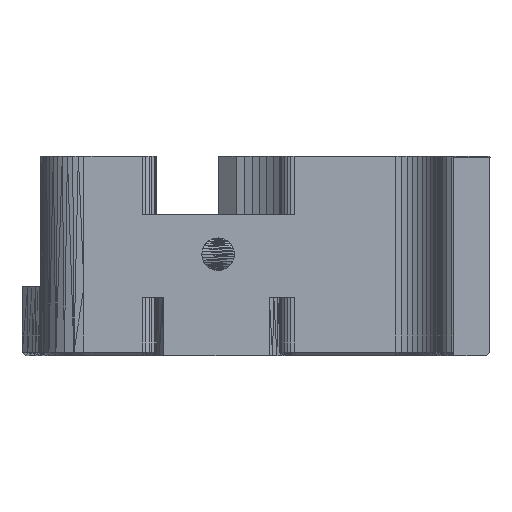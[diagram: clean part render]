
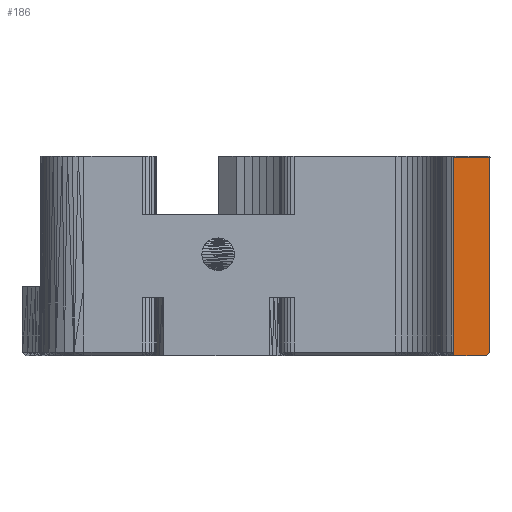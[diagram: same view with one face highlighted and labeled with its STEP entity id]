
A CAD part, left-side view. The second image highlights one B-rep face of the part: STEP entity #186.
In plain terms, the highlighted planar face has unit normal (-1, 0, 0).
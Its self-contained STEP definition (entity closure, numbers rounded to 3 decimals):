
#139=CARTESIAN_POINT('',(-45.0,0.,-0.6));
#140=DIRECTION('',(-1.0,0.0,0.0));
#141=DIRECTION('',(0.0,-1.0,0.0));
#142=AXIS2_PLACEMENT_3D('',#139,#140,#141);
#143=PLANE('',#142);
#144=CARTESIAN_POINT('',(-45.0,5.,0.));
#145=VERTEX_POINT('',#144);
#146=CARTESIAN_POINT('',(-45.0,0.5,0.));
#147=VERTEX_POINT('',#146);
#148=CARTESIAN_POINT('',(-45.0,5.,0.));
#149=DIRECTION('',(0.0,-1.0,0.0));
#150=VECTOR('',#149,4.5);
#151=LINE('',#148,#150);
#152=EDGE_CURVE('',#145,#147,#151,.T.);
#153=ORIENTED_EDGE('',*,*,#152,.T.);
#154=CARTESIAN_POINT('',(-45.0,0.,0.5));
#155=VERTEX_POINT('',#154);
#156=CARTESIAN_POINT('',(-45.0,0.5,0.));
#157=DIRECTION('',(0.0,-0.707,0.707));
#158=VECTOR('',#157,0.707);
#159=LINE('',#156,#158);
#160=EDGE_CURVE('',#147,#155,#159,.T.);
#161=ORIENTED_EDGE('',*,*,#160,.T.);
#162=CARTESIAN_POINT('',(-45.,0.,27.4));
#163=VERTEX_POINT('',#162);
#164=CARTESIAN_POINT('',(-45.0,0.,0.5));
#165=DIRECTION('',(0.0,0.0,1.0));
#166=VECTOR('',#165,26.9);
#167=LINE('',#164,#166);
#168=EDGE_CURVE('',#155,#163,#167,.T.);
#169=ORIENTED_EDGE('',*,*,#168,.T.);
#170=CARTESIAN_POINT('',(-45.,5.,27.4));
#171=VERTEX_POINT('',#170);
#172=CARTESIAN_POINT('',(-45.,0.,27.4));
#173=DIRECTION('',(0.0,1.0,0.0));
#174=VECTOR('',#173,5.0);
#175=LINE('',#172,#174);
#176=EDGE_CURVE('',#163,#171,#175,.T.);
#177=ORIENTED_EDGE('',*,*,#176,.T.);
#178=CARTESIAN_POINT('',(-45.0,5.,0.));
#179=DIRECTION('',(0.0,0.0,1.0));
#180=VECTOR('',#179,27.4);
#181=LINE('',#178,#180);
#182=EDGE_CURVE('',#145,#171,#181,.T.);
#183=ORIENTED_EDGE('',*,*,#182,.F.);
#184=EDGE_LOOP('',(#153,#161,#169,#177,#183));
#185=FACE_OUTER_BOUND('',#184,.T.);
#186=ADVANCED_FACE('',(#185),#143,.T.);
